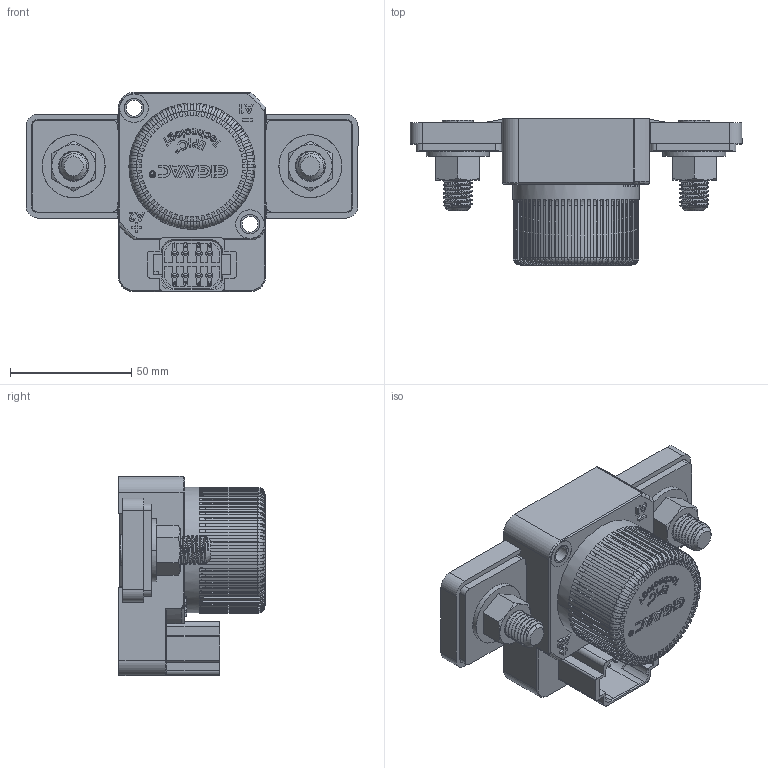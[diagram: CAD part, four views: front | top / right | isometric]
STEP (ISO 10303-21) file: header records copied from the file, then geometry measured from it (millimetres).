
FILE_DESCRIPTION (( 'STEP AP214' ), '1' );
FILE_NAME ('MX15_step_122115.STEP', '2015-12-21T17:26:37', ( 'Temp' ), ( '' ), 'SwSTEP 2.0', 'SolidWorks 2014', '' );
FILE_SCHEMA (( 'AUTOMOTIVE_DESIGN' ));
Length unit declared in the file: inch
Products named in the file (1): MX15_step_122115
Bounding box: 137.16 x 60.39 x 82.3 mm (x, y, z)
Volume: 109362.4 mm3; surface area: 92718.8 mm2
Topology: 21 solids, 21 shells, 2195 faces, 6002 edges, 3958 vertices
Faces by surface type: plane 1035, cylinder 610, torus 235, bspline 187, cone 128
Entity records: 122998 total; most frequent: CARTESIAN_POINT 39681, ORIENTED_EDGE 12004, DIRECTION 10710, EDGE_CURVE 6002, VERTEX_POINT 3958, AXIS2_PLACEMENT_3D 3699, VECTOR 3312, LINE 3312
